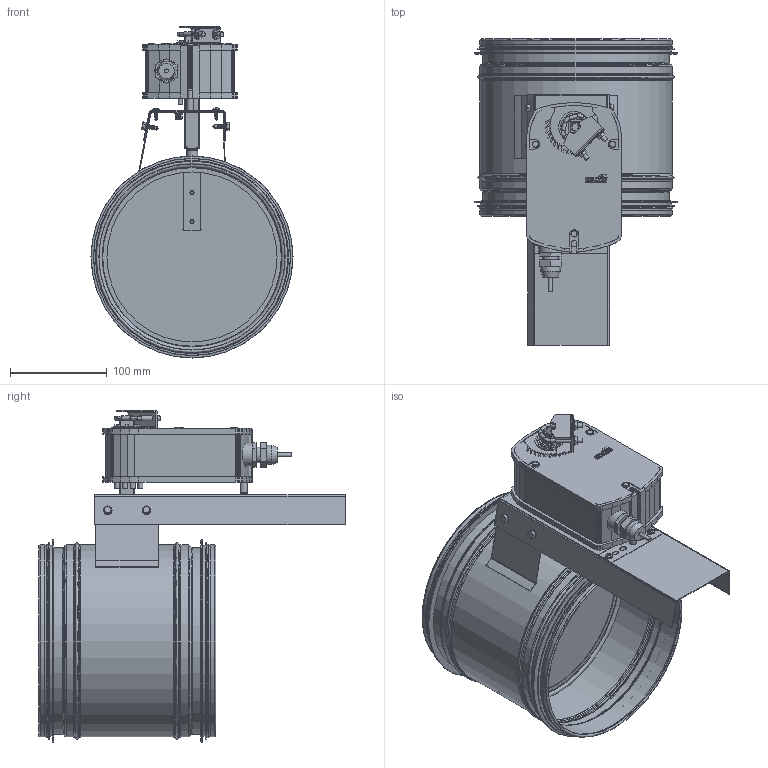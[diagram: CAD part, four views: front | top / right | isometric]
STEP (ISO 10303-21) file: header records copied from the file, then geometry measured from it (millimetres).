
FILE_DESCRIPTION((''),'2;1');
FILE_NAME('HISC-EFB_LF24-200.stp','2014-06-23T07:56:16',(''),(''),'Autodesk Inventor 2013','Autodesk Inventor 2013','');
FILE_SCHEMA(('AUTOMOTIVE_DESIGN { 1 2 10303 214 0 1 1 1 }'));
Length unit declared in the file: millimetre
Products named in the file (25): HISC-EFB_LF24-200; HISochHISC_Rör-06; 999006; Spjällhylla_HISC-E-HIS-E-200; SpjällaxelKort; BlindnitmutterM5; Cellgummi; Starlock; 116011; Borrskruv_4,2x13; Spjällaxel-120; HMH-200-L260; 999317; 90242___8_13-mattssons; LF24A; LF24A-1; LF24A-2; LF24A-3; LF24A-4; LF24A-5; LF24A-6; LF24A-7; FästeSpjällmotorSF-Små; 90232___6_10-mattssons; G-list-200
Assembly tree (30 placements, depth 3):
  HISC-EFB_LF24-200
    HISochHISC_Rör-06
    999006  x2
    Spjällhylla_HISC-E-HIS-E-200
    SpjällaxelKort
    BlindnitmutterM5
    Cellgummi
    Starlock
    116011
    Borrskruv_4,2x13  x2
    Spjällaxel-120
    HMH-200-L260
    999317
    90242___8_13-mattssons  x4
    LF24A
      LF24A-1
      LF24A-2
      LF24A-3
      LF24A-4
      LF24A-5
      LF24A-6
      LF24A-7
    FästeSpjällmotorSF-Små
    90232___6_10-mattssons  x2
    G-list-200
Bounding box: 209.35 x 317.5 x 343.99 mm (x, y, z)
Volume: 961937 mm3; surface area: 603607.5 mm2
Topology: 27 solids, 30 shells, 2099 faces, 5408 edges, 3427 vertices
Faces by surface type: plane 1355, cylinder 374, cone 289, torus 51, bspline 24, sphere 6
Full cylindrical faces by diameter (mm): 0.8 x1, 1 x1, 2.656 x12, 3.291 x28, 3.5 x10, 4 x7, 4.2 x24, 4.567 x1, 5 x11, 6 x4, 6.6 x3, 7 x4, 8.8 x4, 10 x3, 11.7 x1, 12 x1, 16 x1, 20 x1, 21 x1, 22 x2, 24 x1, 28 x1, 30 x1, 176.191 x2, 185 x1, 187 x1, 192.55 x1, 192.71 x1, 193.55 x1, 193.71 x1
Entity records: 57571 total; most frequent: CARTESIAN_POINT 12932, ORIENTED_EDGE 8908, DIRECTION 8555, EDGE_CURVE 4454, VECTOR 3495, LINE 3495, VERTEX_POINT 2945, AXIS2_PLACEMENT_3D 2530
